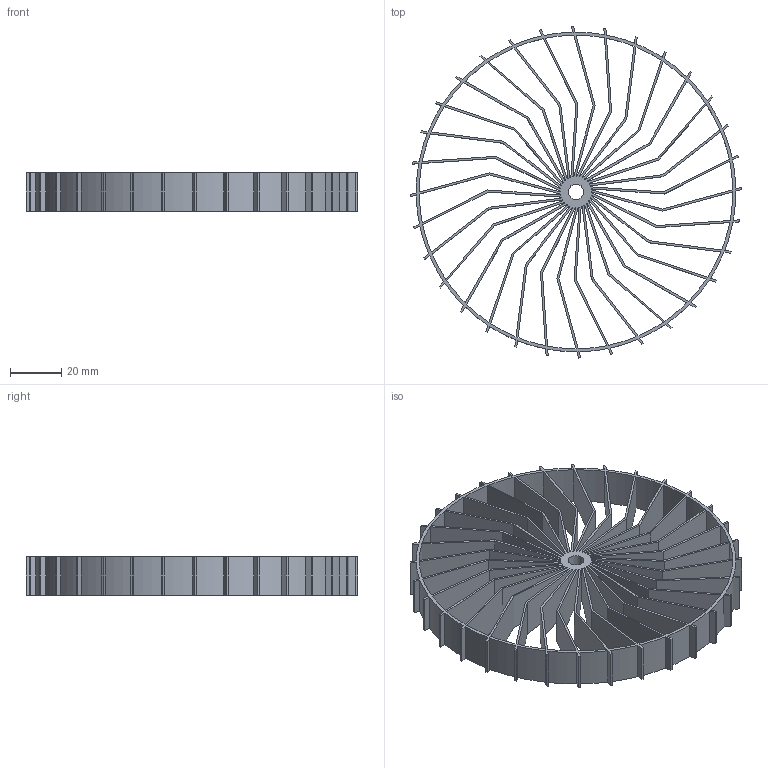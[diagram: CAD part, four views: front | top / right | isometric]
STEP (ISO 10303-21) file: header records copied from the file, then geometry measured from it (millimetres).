
FILE_DESCRIPTION(/* description */ (''),/* implementation_level */ '2;1');
FILE_NAME(/* name */ 'Motor Wheel 2.0 v2.step',/* time_stamp */ '2021-03-10T22:37:24-05:00',/* author */ (''),/* organization */ (''),/* preprocessor_version */ 'ST-DEVELOPER v18.1',/* originating_system */ 'Autodesk Translation Framework v9.10.0.1330',/* authorisation */ '');
FILE_SCHEMA (('AUTOMOTIVE_DESIGN { 1 0 10303 214 3 1 1 }'));
Length unit declared in the file: millimetre
Products named in the file (1): Motor Wheel 2.0
Bounding box: 129.82 x 129.82 x 15 mm (x, y, z)
Volume: 31258.1 mm3; surface area: 73192.2 mm2
Topology: 1 solids, 1 shells, 323 faces, 963 edges, 642 vertices
Faces by surface type: plane 226, cylinder 97
Full cylindrical faces by diameter (mm): 6.1 x1
Entity records: 10976 total; most frequent: CARTESIAN_POINT 1929, ORIENTED_EDGE 1926, DIRECTION 1805, EDGE_CURVE 963, LINE 769, VECTOR 769, VERTEX_POINT 642, AXIS2_PLACEMENT_3D 518
